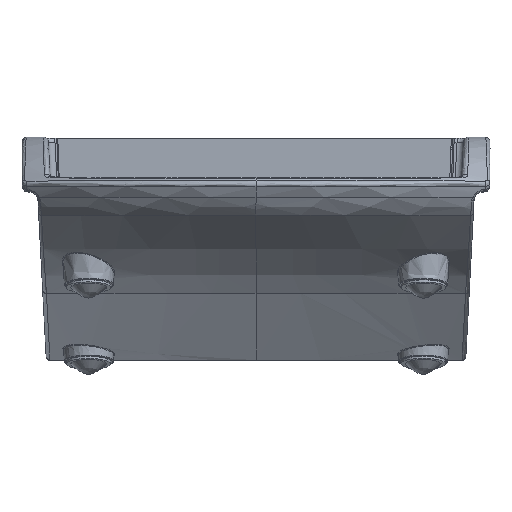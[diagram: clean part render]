
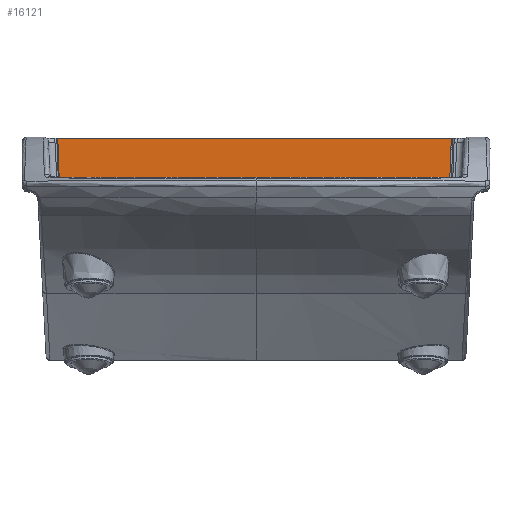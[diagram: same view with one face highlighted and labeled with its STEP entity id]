
A CAD part, top view. The second image highlights one B-rep face of the part: STEP entity #16121.
In plain terms, the highlighted face is planar.
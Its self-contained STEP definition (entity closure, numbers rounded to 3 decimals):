
#381=PLANE('',#17333);
#1940=LINE('',#47560,#2810);
#1954=LINE('',#47600,#2824);
#1955=LINE('',#47603,#2825);
#1956=LINE('',#47605,#2826);
#1957=LINE('',#47607,#2827);
#1958=LINE('',#47611,#2828);
#1959=LINE('',#47613,#2829);
#1960=LINE('',#47615,#2830);
#1961=LINE('',#47619,#2831);
#1962=LINE('',#47620,#2832);
#2810=VECTOR('',#20487,25.767);
#2824=VECTOR('',#20521,88.485);
#2825=VECTOR('',#20524,25.767);
#2826=VECTOR('',#20525,14.806);
#2827=VECTOR('',#20526,0.325);
#2828=VECTOR('',#20529,0.325);
#2829=VECTOR('',#20530,52.5);
#2830=VECTOR('',#20531,0.325);
#2831=VECTOR('',#20534,0.325);
#2832=VECTOR('',#20535,14.806);
#4109=FACE_OUTER_BOUND('',#5089,.T.);
#5089=EDGE_LOOP('',(#13773,#13774,#13775,#13776,#13777,#13778,#13779,#13780,
#13781,#13782,#13783,#13784));
#5613=CIRCLE('',#17334,1.125);
#5614=CIRCLE('',#17335,1.125);
#7113=VERTEX_POINT('',#47557);
#7114=VERTEX_POINT('',#47559);
#7130=VERTEX_POINT('',#47598);
#7131=VERTEX_POINT('',#47602);
#7132=VERTEX_POINT('',#47604);
#7133=VERTEX_POINT('',#47606);
#7134=VERTEX_POINT('',#47608);
#7135=VERTEX_POINT('',#47610);
#7136=VERTEX_POINT('',#47612);
#7137=VERTEX_POINT('',#47614);
#7138=VERTEX_POINT('',#47616);
#7139=VERTEX_POINT('',#47618);
#9344=EDGE_CURVE('',#7114,#7113,#1940,.T.);
#9365=EDGE_CURVE('',#7130,#7113,#1954,.T.);
#9366=EDGE_CURVE('',#7130,#7131,#1955,.T.);
#9367=EDGE_CURVE('',#7132,#7131,#1956,.T.);
#9368=EDGE_CURVE('',#7132,#7133,#1957,.T.);
#9369=EDGE_CURVE('',#7133,#7134,#5613,.T.);
#9370=EDGE_CURVE('',#7134,#7135,#1958,.T.);
#9371=EDGE_CURVE('',#7136,#7135,#1959,.T.);
#9372=EDGE_CURVE('',#7136,#7137,#1960,.T.);
#9373=EDGE_CURVE('',#7137,#7138,#5614,.T.);
#9374=EDGE_CURVE('',#7138,#7139,#1961,.T.);
#9375=EDGE_CURVE('',#7114,#7139,#1962,.T.);
#13773=ORIENTED_EDGE('',*,*,#9365,.F.);
#13774=ORIENTED_EDGE('',*,*,#9366,.T.);
#13775=ORIENTED_EDGE('',*,*,#9367,.F.);
#13776=ORIENTED_EDGE('',*,*,#9368,.T.);
#13777=ORIENTED_EDGE('',*,*,#9369,.T.);
#13778=ORIENTED_EDGE('',*,*,#9370,.T.);
#13779=ORIENTED_EDGE('',*,*,#9371,.F.);
#13780=ORIENTED_EDGE('',*,*,#9372,.T.);
#13781=ORIENTED_EDGE('',*,*,#9373,.T.);
#13782=ORIENTED_EDGE('',*,*,#9374,.T.);
#13783=ORIENTED_EDGE('',*,*,#9375,.F.);
#13784=ORIENTED_EDGE('',*,*,#9344,.T.);
#16121=ADVANCED_FACE('',(#4109),#381,.T.);
#17333=AXIS2_PLACEMENT_3D('',#47601,#20522,#20523);
#17334=AXIS2_PLACEMENT_3D('',#47609,#20527,#20528);
#17335=AXIS2_PLACEMENT_3D('',#47617,#20532,#20533);
#20487=DIRECTION('',(0.,0.999,0.036));
#20521=DIRECTION('',(0.,0.,1.));
#20522=DIRECTION('center_axis',(-1.,0.,0.));
#20523=DIRECTION('ref_axis',(0.,-1.,0.));
#20524=DIRECTION('',(0.,-0.999,0.036));
#20525=DIRECTION('',(0.,0.,-1.));
#20526=DIRECTION('',(0.,1.,0.));
#20527=DIRECTION('center_axis',(1.,0.,0.));
#20528=DIRECTION('ref_axis',(0.,0.,-1.));
#20529=DIRECTION('',(0.,-1.,0.));
#20530=DIRECTION('',(0.,0.,-1.));
#20531=DIRECTION('',(0.,1.,0.));
#20532=DIRECTION('center_axis',(1.,0.,0.));
#20533=DIRECTION('ref_axis',(0.,0.,-1.));
#20534=DIRECTION('',(0.,-1.,0.));
#20535=DIRECTION('',(0.,0.,-1.));
#47557=CARTESIAN_POINT('',(0.,27.3,88.493));
#47559=CARTESIAN_POINT('',(0.,1.55,87.556));
#47560=CARTESIAN_POINT('',(0.,12.143,87.942));
#47598=CARTESIAN_POINT('',(0.,27.3,0.007));
#47600=CARTESIAN_POINT('',(0.,27.3,0.));
#47601=CARTESIAN_POINT('Origin',(0.,27.5,0.));
#47602=CARTESIAN_POINT('',(0.,1.55,0.944));
#47603=CARTESIAN_POINT('',(0.,27.5,0.));
#47604=CARTESIAN_POINT('',(0.,1.55,15.75));
#47605=CARTESIAN_POINT('',(0.,1.55,0.));
#47606=CARTESIAN_POINT('',(0.,1.875,15.75));
#47607=CARTESIAN_POINT('',(0.,14.688,15.75));
#47608=CARTESIAN_POINT('',(0.,1.875,18.));
#47609=CARTESIAN_POINT('Origin',(0.,1.875,16.875));
#47610=CARTESIAN_POINT('',(0.,1.55,18.));
#47611=CARTESIAN_POINT('',(0.,13.75,18.));
#47612=CARTESIAN_POINT('',(0.,1.55,70.5));
#47613=CARTESIAN_POINT('',(0.,1.55,0.));
#47614=CARTESIAN_POINT('',(0.,1.875,70.5));
#47615=CARTESIAN_POINT('',(0.,14.688,70.5));
#47616=CARTESIAN_POINT('',(0.,1.875,72.75));
#47617=CARTESIAN_POINT('Origin',(0.,1.875,71.625));
#47618=CARTESIAN_POINT('',(0.,1.55,72.75));
#47619=CARTESIAN_POINT('',(0.,13.75,72.75));
#47620=CARTESIAN_POINT('',(0.,1.55,0.));
